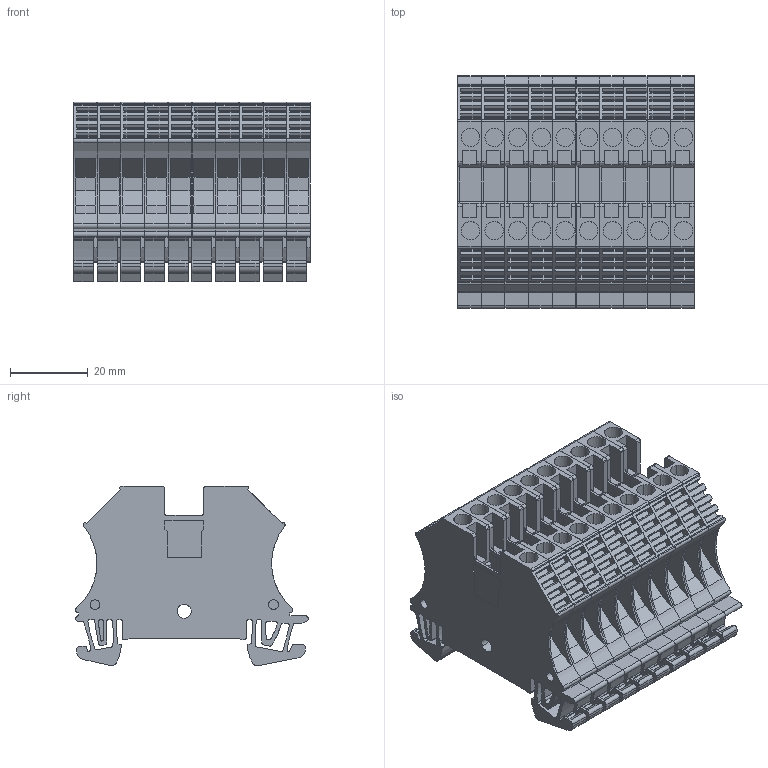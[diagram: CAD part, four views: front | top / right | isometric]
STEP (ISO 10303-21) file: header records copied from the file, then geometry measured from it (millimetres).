
FILE_DESCRIPTION(('CATIA V5 STEP Exchange','CAx-IF Rec.Pracs.--- Model Styling and Organization---1.5--- 2016-08-15','CAx-IF Rec.Pracs.---Supplemental Geometry---1.0---2011-11-01','CAx-IF Rec.Pracs.--- Composite Materials ---1.1---2010-07-15'),'2;1');
FILE_NAME ('D1446828_1', '2025-09-22T06:19:43+00:00', ('none'), ('Weidmueller'), 'CATIA Version 5-6 Release 2024 SP4', 'CATIA V5 STEP AP214 v3', 'none');
FILE_SCHEMA(('AUTOMOTIVE_DESIGN { 1 0 10303 214 1 1 1 1 }'));
Products named in the file (1): 1021000000
Bounding box: 61 x 60 x 46.25 mm (x, y, z)
Volume: 91436.5 mm3; surface area: 69251.4 mm2
Topology: 10 solids, 10 shells, 3410 faces, 10290 edges, 6990 vertices
Faces by surface type: plane 2200, cylinder 1070, cone 90, extrusion 50
Entity records: 111085 total; most frequent: CARTESIAN_POINT 21465, ORIENTED_EDGE 20580, DIRECTION 15372, EDGE_CURVE 10290, VECTOR 7670, LINE 7620, VERTEX_POINT 6990, AXIS2_PLACEMENT_3D 5073
